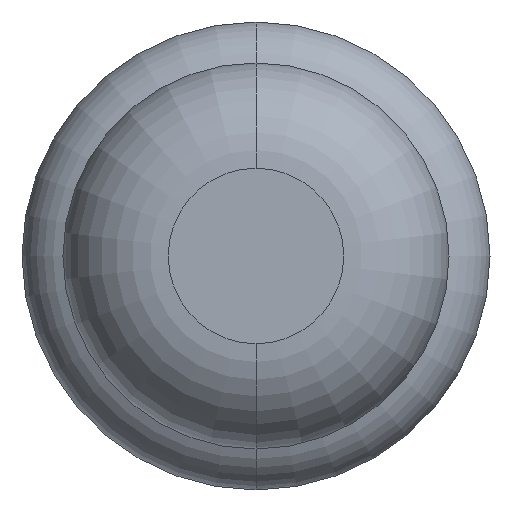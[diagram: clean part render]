
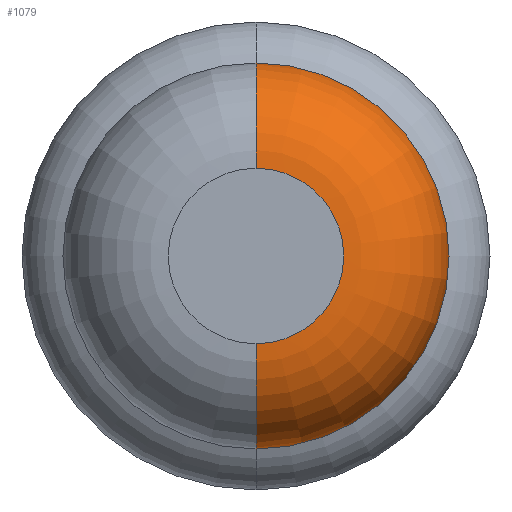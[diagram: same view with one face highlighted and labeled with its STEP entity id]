
A CAD part, front view. The second image highlights one B-rep face of the part: STEP entity #1079.
In plain terms, the highlighted toroidal (fillet/blend) face has major radius 0.375 mm and minor radius 0.45 mm.
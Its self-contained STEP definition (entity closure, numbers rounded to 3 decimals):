
#143 = ORIENTED_EDGE ( 'NONE', *, *, #2297, .F. ) ;
#206 = ORIENTED_EDGE ( 'NONE', *, *, #2982, .T. ) ;
#231 = ORIENTED_EDGE ( 'NONE', *, *, #4204, .T. ) ;
#239 = DIRECTION ( 'NONE',  ( 0., 1., 0. ) ) ;
#240 = VERTEX_POINT ( 'NONE', #610 ) ;
#367 = EDGE_CURVE ( 'NONE', #4009, #4003, #1795, .T. ) ;
#386 = ORIENTED_EDGE ( 'NONE', *, *, #367, .F. ) ;
#610 = CARTESIAN_POINT ( 'NONE',  ( 0., -26.95, -0.825 ) ) ;
#966 = CARTESIAN_POINT ( 'NONE',  ( 0., -26.95, 0.375 ) ) ;
#988 = TOROIDAL_SURFACE ( 'NONE', #1767, 0.375, 0.45 ) ;
#1079 = ADVANCED_FACE ( 'Defeature ausgef�hrt1_6', ( #4207 ), #988, .T. ) ;
#1179 = DIRECTION ( 'NONE',  ( 0., 0., 1. ) ) ;
#1441 = AXIS2_PLACEMENT_3D ( 'NONE', #2909, #239, #2429 ) ;
#1608 = CARTESIAN_POINT ( 'NONE',  ( 0., -26.95, -0.375 ) ) ;
#1724 = CARTESIAN_POINT ( 'NONE',  ( 0., -26.95, 0.825 ) ) ;
#1767 = AXIS2_PLACEMENT_3D ( 'NONE', #3101, #3780, #1179 ) ;
#1795 = CIRCLE ( 'NONE', #4195, 0.45 ) ;
#1853 = VERTEX_POINT ( 'NONE', #2797 ) ;
#1902 = AXIS2_PLACEMENT_3D ( 'NONE', #1608, #4211, #3247 ) ;
#1917 = DIRECTION ( 'NONE',  ( -1., 0., 0. ) ) ;
#2297 = EDGE_CURVE ( 'Defeature ausgef�hrt1_7+Defeature ausgef�hrt1_6+Defeature ausgef�hrt1_6+Defeature ausgef�hrt1_6', #4003, #240, #3375, .T. ) ;
#2429 = DIRECTION ( 'NONE',  ( 0., 0., 1. ) ) ;
#2654 = AXIS2_PLACEMENT_3D ( 'NONE', #3299, #2983, #3315 ) ;
#2666 = EDGE_LOOP ( 'NONE', ( #206, #231, #143, #386 ) ) ;
#2797 = CARTESIAN_POINT ( 'NONE',  ( 0., -27.4, -0.375 ) ) ;
#2909 = CARTESIAN_POINT ( 'NONE',  ( 0., -26.95, 0. ) ) ;
#2920 = DIRECTION ( 'NONE',  ( 0., 0., 1. ) ) ;
#2982 = EDGE_CURVE ( 'Defeature ausgef�hrt1_6+Defeature ausgef�hrt1_5+Defeature ausgef�hrt1_5+Defeature ausgef�hrt1_5', #4009, #1853, #3881, .T. ) ;
#2983 = DIRECTION ( 'NONE',  ( 0., 1., 0. ) ) ;
#3101 = CARTESIAN_POINT ( 'NONE',  ( 0., -26.95, 0. ) ) ;
#3247 = DIRECTION ( 'NONE',  ( 0., 0., -1. ) ) ;
#3299 = CARTESIAN_POINT ( 'NONE',  ( 0., -27.4, 0. ) ) ;
#3315 = DIRECTION ( 'NONE',  ( 0., 0., 1. ) ) ;
#3375 = CIRCLE ( 'NONE', #1441, 0.825 ) ;
#3629 = CIRCLE ( 'NONE', #1902, 0.45 ) ;
#3780 = DIRECTION ( 'NONE',  ( 0., 1., 0. ) ) ;
#3881 = CIRCLE ( 'NONE', #2654, 0.375 ) ;
#4003 = VERTEX_POINT ( 'NONE', #1724 ) ;
#4009 = VERTEX_POINT ( 'NONE', #4026 ) ;
#4026 = CARTESIAN_POINT ( 'NONE',  ( 0., -27.4, 0.375 ) ) ;
#4195 = AXIS2_PLACEMENT_3D ( 'NONE', #966, #1917, #2920 ) ;
#4204 = EDGE_CURVE ( 'NONE', #1853, #240, #3629, .T. ) ;
#4207 = FACE_OUTER_BOUND ( 'NONE', #2666, .T. ) ;
#4211 = DIRECTION ( 'NONE',  ( 1., 0., 0. ) ) ;
